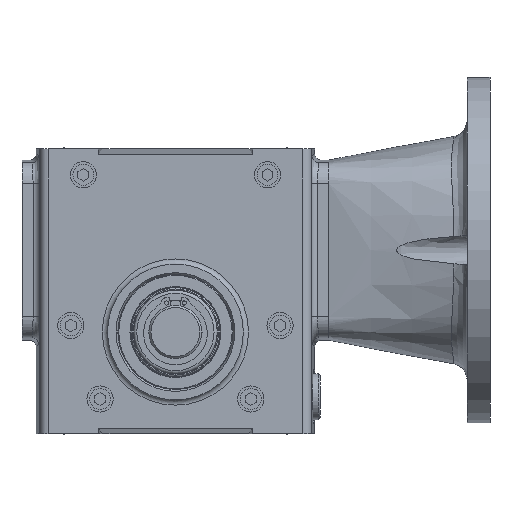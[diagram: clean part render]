
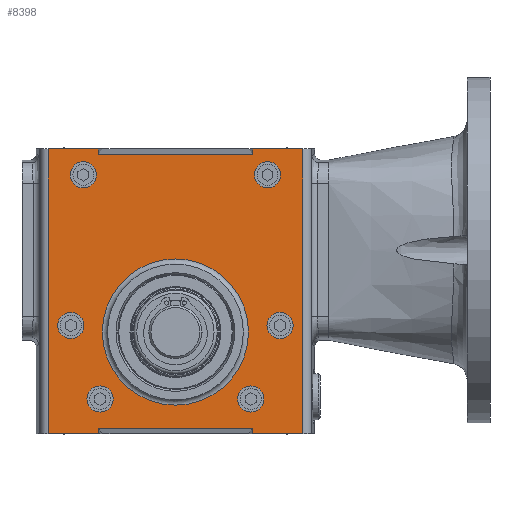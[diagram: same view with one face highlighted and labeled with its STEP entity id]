
A CAD part, front view. The second image highlights one B-rep face of the part: STEP entity #8398.
In plain terms, the highlighted planar face has unit normal (0, -1, 0).
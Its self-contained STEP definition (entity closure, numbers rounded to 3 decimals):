
#205=LINE('',#16183,#786);
#206=LINE('',#16186,#787);
#207=LINE('',#16188,#788);
#208=LINE('',#16190,#789);
#209=LINE('',#16192,#790);
#210=LINE('',#16194,#791);
#211=LINE('',#16196,#792);
#212=LINE('',#16198,#793);
#213=LINE('',#16200,#794);
#214=LINE('',#16202,#795);
#215=LINE('',#16204,#796);
#216=LINE('',#16206,#797);
#786=VECTOR('',#13606,1000.);
#787=VECTOR('',#13607,1000.);
#788=VECTOR('',#13608,1000.);
#789=VECTOR('',#13609,1000.);
#790=VECTOR('',#13610,1000.);
#791=VECTOR('',#13611,1000.);
#792=VECTOR('',#13612,1000.);
#793=VECTOR('',#13613,1000.);
#794=VECTOR('',#13614,1000.);
#795=VECTOR('',#13615,1000.);
#796=VECTOR('',#13616,1000.);
#797=VECTOR('',#13617,1000.);
#1524=PLANE('',#12417);
#2007=ORIENTED_EDGE('',*,*,#4204,.T.);
#2008=ORIENTED_EDGE('',*,*,#4205,.F.);
#2009=ORIENTED_EDGE('',*,*,#4206,.T.);
#2010=ORIENTED_EDGE('',*,*,#4207,.T.);
#2011=ORIENTED_EDGE('',*,*,#4208,.T.);
#2012=ORIENTED_EDGE('',*,*,#4209,.F.);
#2013=ORIENTED_EDGE('',*,*,#4210,.F.);
#2014=ORIENTED_EDGE('',*,*,#4211,.T.);
#2015=ORIENTED_EDGE('',*,*,#4212,.T.);
#2016=ORIENTED_EDGE('',*,*,#4213,.F.);
#2017=ORIENTED_EDGE('',*,*,#4214,.F.);
#2018=ORIENTED_EDGE('',*,*,#4215,.T.);
#2019=ORIENTED_EDGE('',*,*,#4216,.T.);
#2020=ORIENTED_EDGE('',*,*,#4217,.F.);
#2021=ORIENTED_EDGE('',*,*,#4218,.F.);
#2022=ORIENTED_EDGE('',*,*,#4219,.F.);
#2023=ORIENTED_EDGE('',*,*,#4220,.F.);
#2024=ORIENTED_EDGE('',*,*,#4221,.T.);
#2025=ORIENTED_EDGE('',*,*,#4222,.T.);
#4204=EDGE_CURVE('',#5320,#5320,#6114,.F.);
#4205=EDGE_CURVE('',#5321,#5321,#6115,.T.);
#4206=EDGE_CURVE('',#5322,#5322,#6116,.F.);
#4207=EDGE_CURVE('',#5323,#5324,#205,.T.);
#4208=EDGE_CURVE('',#5324,#5325,#206,.T.);
#4209=EDGE_CURVE('',#5326,#5325,#207,.T.);
#4210=EDGE_CURVE('',#5327,#5326,#208,.T.);
#4211=EDGE_CURVE('',#5327,#5328,#209,.T.);
#4212=EDGE_CURVE('',#5328,#5329,#210,.T.);
#4213=EDGE_CURVE('',#5330,#5329,#211,.T.);
#4214=EDGE_CURVE('',#5331,#5330,#212,.F.);
#4215=EDGE_CURVE('',#5331,#5332,#213,.T.);
#4216=EDGE_CURVE('',#5332,#5333,#214,.T.);
#4217=EDGE_CURVE('',#5334,#5333,#215,.T.);
#4218=EDGE_CURVE('',#5323,#5334,#216,.F.);
#4219=EDGE_CURVE('',#5335,#5335,#6117,.T.);
#4220=EDGE_CURVE('',#5336,#5336,#6118,.T.);
#4221=EDGE_CURVE('',#5337,#5337,#6119,.F.);
#4222=EDGE_CURVE('',#5338,#5338,#6120,.F.);
#5320=VERTEX_POINT('',#16178);
#5321=VERTEX_POINT('',#16180);
#5322=VERTEX_POINT('',#16182);
#5323=VERTEX_POINT('',#16184);
#5324=VERTEX_POINT('',#16185);
#5325=VERTEX_POINT('',#16187);
#5326=VERTEX_POINT('',#16189);
#5327=VERTEX_POINT('',#16191);
#5328=VERTEX_POINT('',#16193);
#5329=VERTEX_POINT('',#16195);
#5330=VERTEX_POINT('',#16197);
#5331=VERTEX_POINT('',#16199);
#5332=VERTEX_POINT('',#16201);
#5333=VERTEX_POINT('',#16203);
#5334=VERTEX_POINT('',#16205);
#5335=VERTEX_POINT('',#16208);
#5336=VERTEX_POINT('',#16210);
#5337=VERTEX_POINT('',#16212);
#5338=VERTEX_POINT('',#16214);
#6114=CIRCLE('',#12418,34.931);
#6115=CIRCLE('',#12419,6.25);
#6116=CIRCLE('',#12420,6.25);
#6117=CIRCLE('',#12421,6.25);
#6118=CIRCLE('',#12422,6.25);
#6119=CIRCLE('',#12423,6.25);
#6120=CIRCLE('',#12424,6.25);
#6539=EDGE_LOOP('',(#2007));
#6540=EDGE_LOOP('',(#2008));
#6541=EDGE_LOOP('',(#2009));
#6542=EDGE_LOOP('',(#2010,#2011,#2012,#2013,#2014,#2015,#2016,#2017,#2018,
#2019,#2020,#2021));
#6543=EDGE_LOOP('',(#2022));
#6544=EDGE_LOOP('',(#2023));
#6545=EDGE_LOOP('',(#2024));
#6546=EDGE_LOOP('',(#2025));
#7411=FACE_BOUND('',#6539,.T.);
#7412=FACE_BOUND('',#6540,.T.);
#7413=FACE_BOUND('',#6541,.T.);
#7414=FACE_BOUND('',#6542,.T.);
#7415=FACE_BOUND('',#6543,.T.);
#7416=FACE_BOUND('',#6544,.T.);
#7417=FACE_BOUND('',#6545,.T.);
#7418=FACE_BOUND('',#6546,.T.);
#8398=ADVANCED_FACE('',(#7411,#7412,#7413,#7414,#7415,#7416,#7417,#7418),
#1524,.T.);
#12417=AXIS2_PLACEMENT_3D('',#16176,#13598,#13599);
#12418=AXIS2_PLACEMENT_3D('',#16177,#13600,#13601);
#12419=AXIS2_PLACEMENT_3D('',#16179,#13602,#13603);
#12420=AXIS2_PLACEMENT_3D('',#16181,#13604,#13605);
#12421=AXIS2_PLACEMENT_3D('',#16207,#13618,#13619);
#12422=AXIS2_PLACEMENT_3D('',#16209,#13620,#13621);
#12423=AXIS2_PLACEMENT_3D('',#16211,#13622,#13623);
#12424=AXIS2_PLACEMENT_3D('',#16213,#13624,#13625);
#13598=DIRECTION('',(0.,-1.,0.));
#13599=DIRECTION('',(0.,0.,-1.));
#13600=DIRECTION('',(0.,-1.,0.));
#13601=DIRECTION('',(0.,0.,-1.));
#13602=DIRECTION('',(0.,-1.,0.));
#13603=DIRECTION('',(0.,0.,-1.));
#13604=DIRECTION('',(0.,-1.,0.));
#13605=DIRECTION('',(0.,0.,-1.));
#13606=DIRECTION('',(1.,0.,0.));
#13607=DIRECTION('',(0.,0.,-1.));
#13608=DIRECTION('',(-1.,0.,0.));
#13609=DIRECTION('',(0.,0.,-1.));
#13610=DIRECTION('',(-1.,0.,0.));
#13611=DIRECTION('',(0.,0.,-1.));
#13612=DIRECTION('',(1.,0.,0.));
#13613=DIRECTION('',(0.,0.,1.));
#13614=DIRECTION('',(-1.,0.,0.));
#13615=DIRECTION('',(0.,0.,-1.));
#13616=DIRECTION('',(-1.,0.,0.));
#13617=DIRECTION('',(0.,0.,1.));
#13618=DIRECTION('',(0.,-1.,0.));
#13619=DIRECTION('',(0.,0.,-1.));
#13620=DIRECTION('',(0.,-1.,0.));
#13621=DIRECTION('',(0.,0.,-1.));
#13622=DIRECTION('',(0.,-1.,0.));
#13623=DIRECTION('',(0.,0.,-1.));
#13624=DIRECTION('',(0.,-1.,0.));
#13625=DIRECTION('',(0.,0.,-1.));
#16176=CARTESIAN_POINT('',(-60.88,-49.99,48.362));
#16177=CARTESIAN_POINT('',(0.,-49.99,-39.116));
#16178=CARTESIAN_POINT('',(0.,-49.99,-74.047));
#16179=CARTESIAN_POINT('',(50.,-49.99,-36.));
#16180=CARTESIAN_POINT('',(50.,-49.99,-42.25));
#16181=CARTESIAN_POINT('',(-44.,-49.99,36.));
#16182=CARTESIAN_POINT('',(-44.,-49.99,29.75));
#16183=CARTESIAN_POINT('',(-60.88,-49.99,-85.01));
#16184=CARTESIAN_POINT('',(-36.848,-49.99,-85.01));
#16185=CARTESIAN_POINT('',(36.848,-49.99,-85.01));
#16186=CARTESIAN_POINT('',(36.848,-49.99,48.362));
#16187=CARTESIAN_POINT('',(36.848,-49.99,-87.63));
#16188=CARTESIAN_POINT('',(-60.88,-49.99,-87.63));
#16189=CARTESIAN_POINT('',(60.88,-49.99,-87.63));
#16190=CARTESIAN_POINT('',(60.88,-49.99,48.362));
#16191=CARTESIAN_POINT('',(60.88,-49.99,48.362));
#16192=CARTESIAN_POINT('',(-60.88,-49.99,48.362));
#16193=CARTESIAN_POINT('',(36.848,-49.99,48.362));
#16194=CARTESIAN_POINT('',(36.848,-49.99,48.362));
#16195=CARTESIAN_POINT('',(36.848,-49.99,45.742));
#16196=CARTESIAN_POINT('',(-60.88,-49.99,45.742));
#16197=CARTESIAN_POINT('',(-36.848,-49.99,45.742));
#16198=CARTESIAN_POINT('',(-36.848,-49.99,48.362));
#16199=CARTESIAN_POINT('',(-36.848,-49.99,48.362));
#16200=CARTESIAN_POINT('',(-60.88,-49.99,48.362));
#16201=CARTESIAN_POINT('',(-60.88,-49.99,48.362));
#16202=CARTESIAN_POINT('',(-60.88,-49.99,48.362));
#16203=CARTESIAN_POINT('',(-60.88,-49.99,-87.63));
#16204=CARTESIAN_POINT('',(-60.88,-49.99,-87.63));
#16205=CARTESIAN_POINT('',(-36.848,-49.99,-87.63));
#16206=CARTESIAN_POINT('',(-36.848,-49.99,48.362));
#16207=CARTESIAN_POINT('',(36.,-49.99,-71.116));
#16208=CARTESIAN_POINT('',(36.,-49.99,-77.366));
#16209=CARTESIAN_POINT('',(44.,-49.99,36.));
#16210=CARTESIAN_POINT('',(44.,-49.99,29.75));
#16211=CARTESIAN_POINT('',(-36.,-49.99,-71.116));
#16212=CARTESIAN_POINT('',(-36.,-49.99,-77.366));
#16213=CARTESIAN_POINT('',(-50.,-49.99,-36.));
#16214=CARTESIAN_POINT('',(-50.,-49.99,-42.25));
